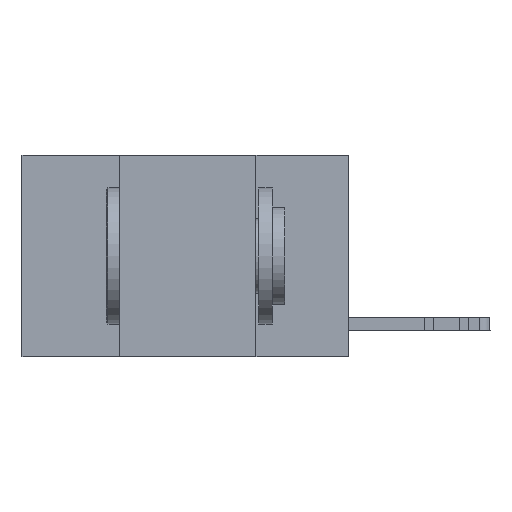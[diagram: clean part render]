
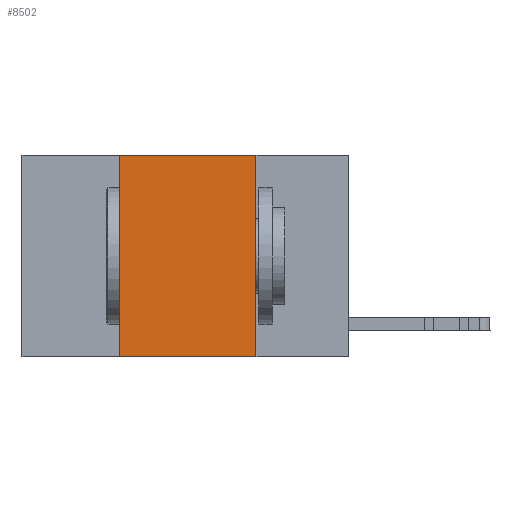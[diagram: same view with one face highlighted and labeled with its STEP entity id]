
A CAD part, left-side view. The second image highlights one B-rep face of the part: STEP entity #8502.
In plain terms, the highlighted planar face has unit normal (-1, 0, 0).
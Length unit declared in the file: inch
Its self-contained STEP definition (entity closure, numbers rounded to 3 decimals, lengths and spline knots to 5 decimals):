
#2376 = LINE ( 'NONE', #15550, #4595 ) ;
#3337 = LINE ( 'NONE', #16252, #27775 ) ;
#3360 = VECTOR ( 'NONE', #15233, 39.37008 ) ;
#3879 = DIRECTION ( 'NONE',  ( 0., 0., -1. ) ) ;
#3944 = LINE ( 'NONE', #12769, #3360 ) ;
#4338 = DIRECTION ( 'NONE',  ( 0., -1., 0. ) ) ;
#4595 = VECTOR ( 'NONE', #9006, 39.37008 ) ;
#4717 = EDGE_CURVE ( 'NONE', #8599, #27096, #2376, .T. ) ;
#4814 = CARTESIAN_POINT ( 'NONE',  ( 0., 0.17, 0. ) ) ;
#6990 = VECTOR ( 'NONE', #4338, 39.37008 ) ;
#8289 = EDGE_CURVE ( 'NONE', #8599, #26828, #3944, .T. ) ;
#8502 = ADVANCED_FACE ( 'NONE', ( #16897 ), #14570, .F. ) ;
#8599 = VERTEX_POINT ( 'NONE', #20724 ) ;
#9006 = DIRECTION ( 'NONE',  ( 0., 0., 1. ) ) ;
#11401 = CARTESIAN_POINT ( 'NONE',  ( 0., 0.17, -0.37 ) ) ;
#11551 = ORIENTED_EDGE ( 'NONE', *, *, #18326, .F. ) ;
#12224 = EDGE_CURVE ( 'NONE', #27096, #25936, #22154, .T. ) ;
#12769 = CARTESIAN_POINT ( 'NONE',  ( 0., 0.6, -0.37 ) ) ;
#13612 = ORIENTED_EDGE ( 'NONE', *, *, #12224, .F. ) ;
#13918 = EDGE_LOOP ( 'NONE', ( #11551, #13612, #22134, #22079 ) ) ;
#14570 = PLANE ( 'NONE',  #18204 ) ;
#15233 = DIRECTION ( 'NONE',  ( 0., -1., 0. ) ) ;
#15550 = CARTESIAN_POINT ( 'NONE',  ( 0., 0.42, 0. ) ) ;
#16252 = CARTESIAN_POINT ( 'NONE',  ( 0., 0.17, 0. ) ) ;
#16897 = FACE_OUTER_BOUND ( 'NONE', #13918, .T. ) ;
#18204 = AXIS2_PLACEMENT_3D ( 'NONE', #19215, #23722, #3879 ) ;
#18326 = EDGE_CURVE ( 'NONE', #25936, #26828, #3337, .T. ) ;
#19215 = CARTESIAN_POINT ( 'NONE',  ( 0., 0.6, 0. ) ) ;
#20724 = CARTESIAN_POINT ( 'NONE',  ( 0., 0.42, -0.37 ) ) ;
#22079 = ORIENTED_EDGE ( 'NONE', *, *, #8289, .T. ) ;
#22134 = ORIENTED_EDGE ( 'NONE', *, *, #4717, .F. ) ;
#22154 = LINE ( 'NONE', #24192, #6990 ) ;
#23722 = DIRECTION ( 'NONE',  ( 1., 0., 0. ) ) ;
#24192 = CARTESIAN_POINT ( 'NONE',  ( 0., 0.6, 0. ) ) ;
#25092 = DIRECTION ( 'NONE',  ( 0., 0., -1. ) ) ;
#25286 = CARTESIAN_POINT ( 'NONE',  ( 0., 0.42, 0. ) ) ;
#25936 = VERTEX_POINT ( 'NONE', #4814 ) ;
#26828 = VERTEX_POINT ( 'NONE', #11401 ) ;
#27096 = VERTEX_POINT ( 'NONE', #25286 ) ;
#27775 = VECTOR ( 'NONE', #25092, 39.37008 ) ;
